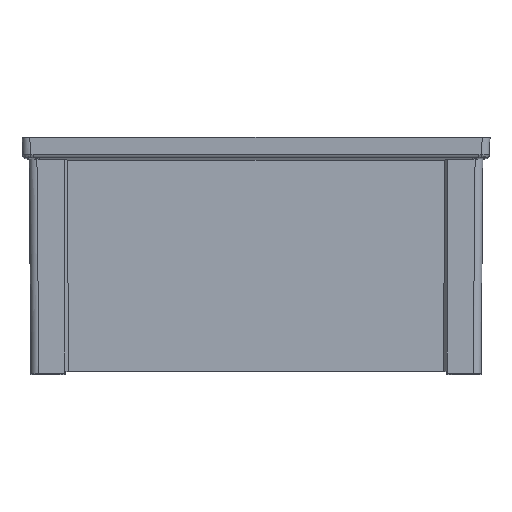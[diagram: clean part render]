
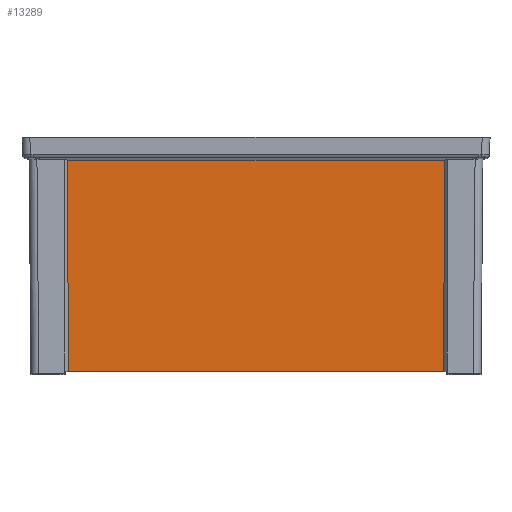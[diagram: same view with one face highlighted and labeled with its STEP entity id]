
A CAD part, top view. The second image highlights one B-rep face of the part: STEP entity #13289.
In plain terms, the highlighted planar face has unit normal (0, -0.009, 1).
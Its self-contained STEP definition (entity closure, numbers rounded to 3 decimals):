
#229 = EDGE_CURVE ( 'NONE', #15354, #1206, #7840, .T. ) ;
#1206 = VERTEX_POINT ( 'NONE', #4664 ) ;
#2634 = ORIENTED_EDGE ( 'NONE', *, *, #5856, .T. ) ;
#2800 = ORIENTED_EDGE ( 'NONE', *, *, #229, .F. ) ;
#3605 = VECTOR ( 'NONE', #13815, 1000. ) ;
#3898 = CARTESIAN_POINT ( 'NONE',  ( 131.762, -164., 180.65 ) ) ;
#4358 = CARTESIAN_POINT ( 'NONE',  ( 590.528, 499999.963, 4545.514 ) ) ;
#4664 = CARTESIAN_POINT ( 'NONE',  ( -131.762, -164., 180.65 ) ) ;
#4701 = CARTESIAN_POINT ( 'NONE',  ( -590.528, 500000.025, 4545.515 ) ) ;
#4789 = CARTESIAN_POINT ( 'NONE',  ( 131.898, -16.007, 181.941 ) ) ;
#5420 = LINE ( 'NONE', #4701, #8447 ) ;
#5795 = LINE ( 'NONE', #16293, #3605 ) ;
#5856 = EDGE_CURVE ( 'NONE', #15624, #9211, #5795, .T. ) ;
#7080 = DIRECTION ( 'NONE',  ( 0.001, 1., 0.009 ) ) ;
#7262 = VECTOR ( 'NONE', #12154, 1000. ) ;
#7840 = LINE ( 'NONE', #13552, #7262 ) ;
#8447 = VECTOR ( 'NONE', #8567, 1000. ) ;
#8567 = DIRECTION ( 'NONE',  ( 0.001, -1., -0.009 ) ) ;
#8905 = LINE ( 'NONE', #4358, #13128 ) ;
#9211 = VERTEX_POINT ( 'NONE', #10458 ) ;
#9788 = ORIENTED_EDGE ( 'NONE', *, *, #15156, .T. ) ;
#10458 = CARTESIAN_POINT ( 'NONE',  ( -131.898, -16.007, 181.941 ) ) ;
#10748 = ORIENTED_EDGE ( 'NONE', *, *, #10893, .T. ) ;
#10893 = EDGE_CURVE ( 'NONE', #9211, #1206, #5420, .T. ) ;
#11197 = PLANE ( 'NONE',  #16000 ) ;
#12154 = DIRECTION ( 'NONE',  ( -1., 0., 0. ) ) ;
#12489 = CARTESIAN_POINT ( 'NONE',  ( -157., -16.007, 181.941 ) ) ;
#13128 = VECTOR ( 'NONE', #7080, 1000. ) ;
#13289 = ADVANCED_FACE ( 'NONE', ( #15793 ), #11197, .T. ) ;
#13552 = CARTESIAN_POINT ( 'NONE',  ( -157., -164., 180.65 ) ) ;
#13815 = DIRECTION ( 'NONE',  ( -1., 0., 0. ) ) ;
#14846 = DIRECTION ( 'NONE',  ( 0., -0.009, 1. ) ) ;
#15156 = EDGE_CURVE ( 'NONE', #15354, #15624, #8905, .T. ) ;
#15354 = VERTEX_POINT ( 'NONE', #3898 ) ;
#15624 = VERTEX_POINT ( 'NONE', #4789 ) ;
#15793 = FACE_OUTER_BOUND ( 'NONE', #16055, .T. ) ;
#16000 = AXIS2_PLACEMENT_3D ( 'NONE', #12489, #14846, #16239 ) ;
#16055 = EDGE_LOOP ( 'NONE', ( #9788, #2634, #10748, #2800 ) ) ;
#16239 = DIRECTION ( 'NONE',  ( 0., -1., -0.009 ) ) ;
#16293 = CARTESIAN_POINT ( 'NONE',  ( -157., -16.007, 181.941 ) ) ;
